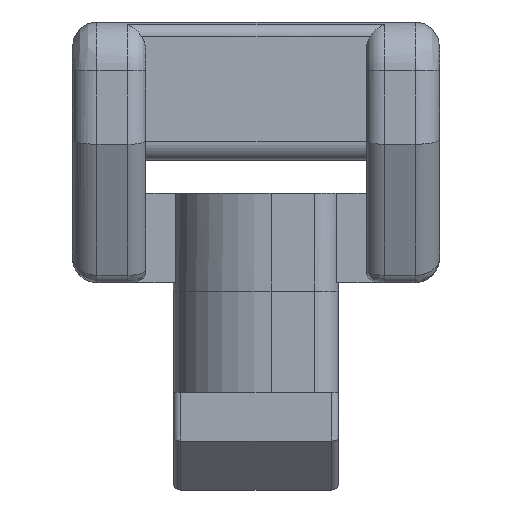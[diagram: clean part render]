
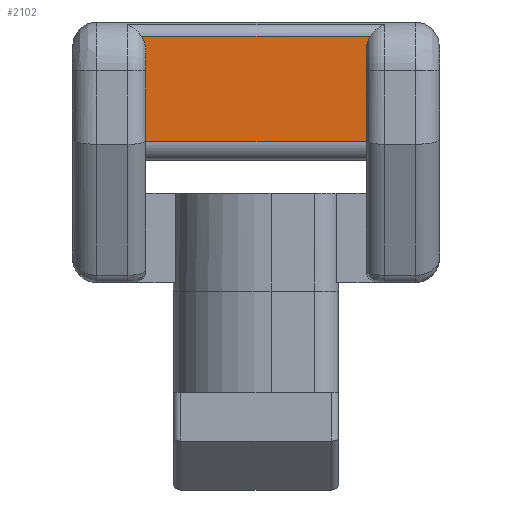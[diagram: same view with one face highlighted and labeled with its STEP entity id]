
A CAD part, left-side view. The second image highlights one B-rep face of the part: STEP entity #2102.
In plain terms, the highlighted planar face has unit normal (-1, 0, 0).
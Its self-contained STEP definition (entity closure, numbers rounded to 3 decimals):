
#36=B_SPLINE_CURVE_WITH_KNOTS('',3,(#3228,#3229,#3230,#3231,#3232,#3233),
 .UNSPECIFIED.,.F.,.F.,(4,2,4),(0.07,0.115,0.136),
 .UNSPECIFIED.);
#37=B_SPLINE_CURVE_WITH_KNOTS('',3,(#3237,#3238,#3239,#3240,#3241,#3242),
 .UNSPECIFIED.,.F.,.F.,(4,2,4),(0.667,0.687,0.732),
 .UNSPECIFIED.);
#51=PLANE('',#2260);
#109=FACE_OUTER_BOUND('',#237,.T.);
#237=EDGE_LOOP('',(#1461,#1462,#1463,#1464,#1465,#1466));
#502=LINE('',#3223,#699);
#503=LINE('',#3226,#700);
#504=LINE('',#3235,#701);
#505=LINE('',#3243,#702);
#699=VECTOR('',#2562,10.);
#700=VECTOR('',#2565,10.);
#701=VECTOR('',#2566,10.);
#702=VECTOR('',#2567,10.);
#893=VERTEX_POINT('',#3216);
#896=VERTEX_POINT('',#3221);
#897=VERTEX_POINT('',#3225);
#898=VERTEX_POINT('',#3227);
#899=VERTEX_POINT('',#3234);
#900=VERTEX_POINT('',#3236);
#1106=EDGE_CURVE('',#896,#893,#502,.T.);
#1107=EDGE_CURVE('',#897,#896,#503,.T.);
#1108=EDGE_CURVE('',#898,#897,#36,.F.);
#1109=EDGE_CURVE('',#899,#898,#504,.T.);
#1110=EDGE_CURVE('',#900,#899,#37,.F.);
#1111=EDGE_CURVE('',#893,#900,#505,.T.);
#1461=ORIENTED_EDGE('',*,*,#1106,.F.);
#1462=ORIENTED_EDGE('',*,*,#1107,.F.);
#1463=ORIENTED_EDGE('',*,*,#1108,.F.);
#1464=ORIENTED_EDGE('',*,*,#1109,.F.);
#1465=ORIENTED_EDGE('',*,*,#1110,.F.);
#1466=ORIENTED_EDGE('',*,*,#1111,.F.);
#2102=ADVANCED_FACE('',(#109),#51,.F.);
#2260=AXIS2_PLACEMENT_3D('',#3224,#2563,#2564);
#2562=DIRECTION('',(0.,1.,0.));
#2563=DIRECTION('center_axis',(1.,0.,0.));
#2564=DIRECTION('ref_axis',(0.,0.,-1.));
#2565=DIRECTION('',(0.,0.,-1.));
#2566=DIRECTION('',(0.,-1.,0.));
#2567=DIRECTION('',(0.,0.,1.));
#3216=CARTESIAN_POINT('',(-20.625,4.5,5.75));
#3221=CARTESIAN_POINT('',(-20.625,-4.5,5.75));
#3223=CARTESIAN_POINT('',(-20.625,-2.25,5.75));
#3224=CARTESIAN_POINT('Origin',(-20.625,0.,8.821));
#3225=CARTESIAN_POINT('',(-20.625,-4.5,9.4));
#3226=CARTESIAN_POINT('',(-20.625,-4.5,5.));
#3227=CARTESIAN_POINT('',(-20.625,-4.675,10.064));
#3228=CARTESIAN_POINT('Ctrl Pts',(-20.625,-4.5,9.4));
#3229=CARTESIAN_POINT('Ctrl Pts',(-20.625,-4.5,9.549));
#3230=CARTESIAN_POINT('Ctrl Pts',(-20.625,-4.522,9.727));
#3231=CARTESIAN_POINT('Ctrl Pts',(-20.625,-4.598,9.932));
#3232=CARTESIAN_POINT('Ctrl Pts',(-20.625,-4.633,10.002));
#3233=CARTESIAN_POINT('Ctrl Pts',(-20.625,-4.675,10.064));
#3234=CARTESIAN_POINT('',(-20.625,4.675,10.064));
#3235=CARTESIAN_POINT('',(-20.625,0.,10.064));
#3236=CARTESIAN_POINT('',(-20.625,4.5,9.4));
#3237=CARTESIAN_POINT('Ctrl Pts',(-20.625,4.675,10.064));
#3238=CARTESIAN_POINT('Ctrl Pts',(-20.625,4.633,10.002));
#3239=CARTESIAN_POINT('Ctrl Pts',(-20.625,4.598,9.932));
#3240=CARTESIAN_POINT('Ctrl Pts',(-20.625,4.522,9.727));
#3241=CARTESIAN_POINT('Ctrl Pts',(-20.625,4.5,9.549));
#3242=CARTESIAN_POINT('Ctrl Pts',(-20.625,4.5,9.4));
#3243=CARTESIAN_POINT('',(-20.625,4.5,13.251));
